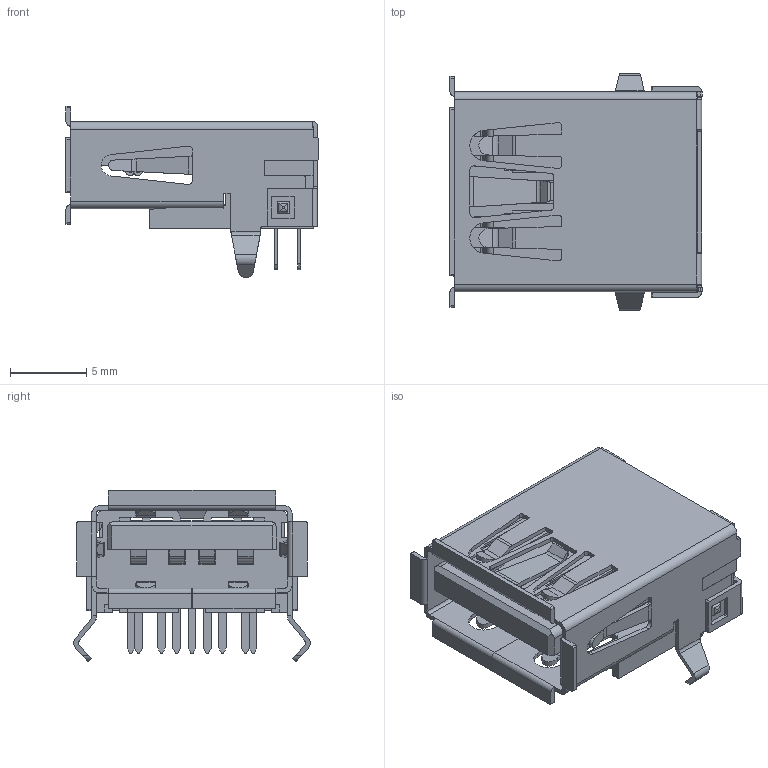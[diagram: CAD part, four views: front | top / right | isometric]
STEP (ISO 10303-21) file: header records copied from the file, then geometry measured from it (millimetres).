
FILE_DESCRIPTION( ( 'Unknown' ), '1' );
FILE_NAME( '692121030100.stp', 'Unknown', ( 'Unknown' ), ( 'Unknown' ), 'PSStep 17.0.49', 'Unknown', ' ' );
FILE_SCHEMA( ( 'AUTOMOTIVE_DESIGN { 1 0 10303 214 1 1 1 1 }' ) );
Length unit declared in the file: millimetre
Products named in the file (7): Assem1; housing1; pin1; housing2; pin2; pin; shielding
Assembly tree (12 placements, depth 2):
  Assem1
    housing1
    pin1  x5
    housing2
    pin2  x2
    pin  x2
    shielding
Bounding box: 16.55 x 15.48 x 11.22 mm (x, y, z)
Volume: 639.4 mm3; surface area: 3163.2 mm2
Topology: 12 solids, 12 shells, 1126 faces, 3162 edges, 2047 vertices
Faces by surface type: plane 859, cylinder 263, bspline 4
Entity records: 36612 total; most frequent: CARTESIAN_POINT 5246, ORIENTED_EDGE 5144, DIRECTION 4794, EDGE_CURVE 2572, LINE 2164, VECTOR 2164, VERTEX_POINT 1665, AXIS2_PLACEMENT_3D 1315
